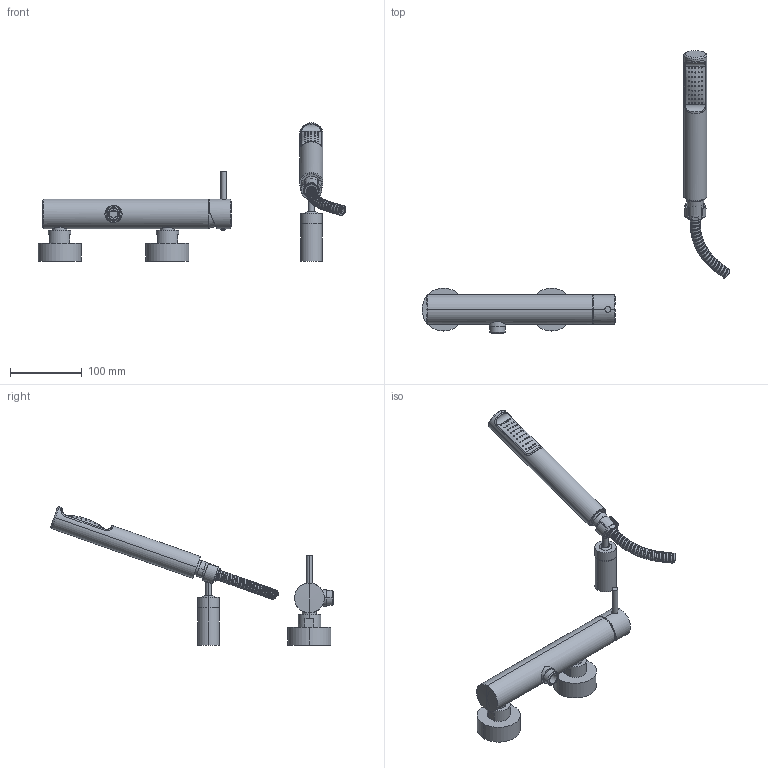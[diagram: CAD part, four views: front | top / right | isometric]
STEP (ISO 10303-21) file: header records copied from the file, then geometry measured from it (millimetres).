
FILE_DESCRIPTION((''),'2;1');
FILE_NAME('LIG168DCR','2021-01-14T15:05:46',('ut3'),('PAFFONI SpA'),'CREO PARAMETRIC BY PTC INC, 2020044','CREO PARAMETRIC BY PTC INC, 2020044','');
FILE_SCHEMA(('CONFIG_CONTROL_DESIGN','SHAPE_APPEARANCE_LAYERS_GROUPS'));
Length unit declared in the file: millimetre
Products named in the file (1): LIG168DCR
Bounding box: 427.94 x 392.91 x 192.55 mm (x, y, z)
Surface area: 161308.7 mm2 (no closed solid volume)
Topology: 0 solids, 33 shells, 497 faces, 1645 edges, 1150 vertices
Faces by surface type: cylinder 240, plane 130, bspline 51, cone 45, sphere 16, torus 15
Entity records: 35173 total; most frequent: CARTESIAN_POINT 16709, DIRECTION 2986, ORIENTED_EDGE 2614, EDGE_CURVE 1624, AXIS2_PLACEMENT_3D 1189, VERTEX_POINT 1149, CIRCLE 743, FILL_AREA_STYLE_COLOUR 682
